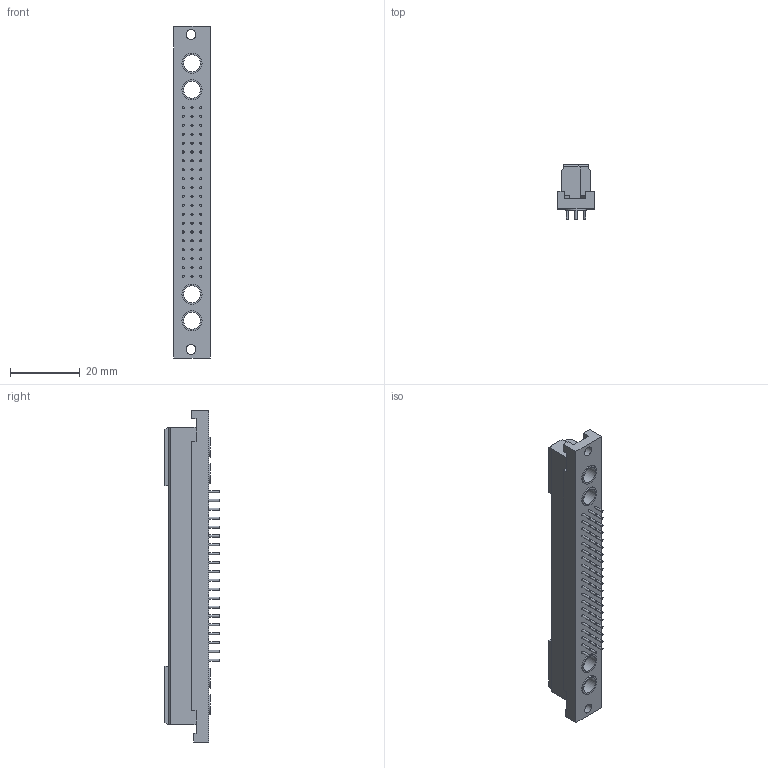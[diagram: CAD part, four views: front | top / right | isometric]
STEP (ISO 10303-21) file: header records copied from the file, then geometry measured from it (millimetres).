
FILE_DESCRIPTION(/* description */ (''),/* implementation_level */ '2;1');
FILE_NAME(/* name */ '100583953ugm000_a.stp',/* time_stamp */ '2015-09-29T12:51:23+02:00',/* author */ (''),/* organization */ (''),/* preprocessor_version */ 'ST-DEVELOPER v15',/* originating_system */ 'SIEMENS PLM Software NX 8.5',/* authorisation */ '');
FILE_SCHEMA (('AUTOMOTIVE_DESIGN { 1 0 10303 214 3 1 1 1 }'));
Length unit declared in the file: millimetre
Products named in the file (1): 100583953ugm000_a
Bounding box: 10.5 x 15.5 x 94.9 mm (x, y, z)
Volume: 8745.3 mm3; surface area: 5457.1 mm2
Topology: 1 solids, 1 shells, 492 faces, 1090 edges, 724 vertices
Faces by surface type: plane 422, cylinder 70
Full cylindrical faces by diameter (mm): 0.6 x60, 2.8 x2, 4.82 x4, 5.75 x4
Entity records: 15721 total; most frequent: CARTESIAN_POINT 2237, DIRECTION 2146, ORIENTED_EDGE 2040, EDGE_CURVE 1020, LINE 880, VECTOR 880, VERTEX_POINT 724, EDGE_LOOP 698
